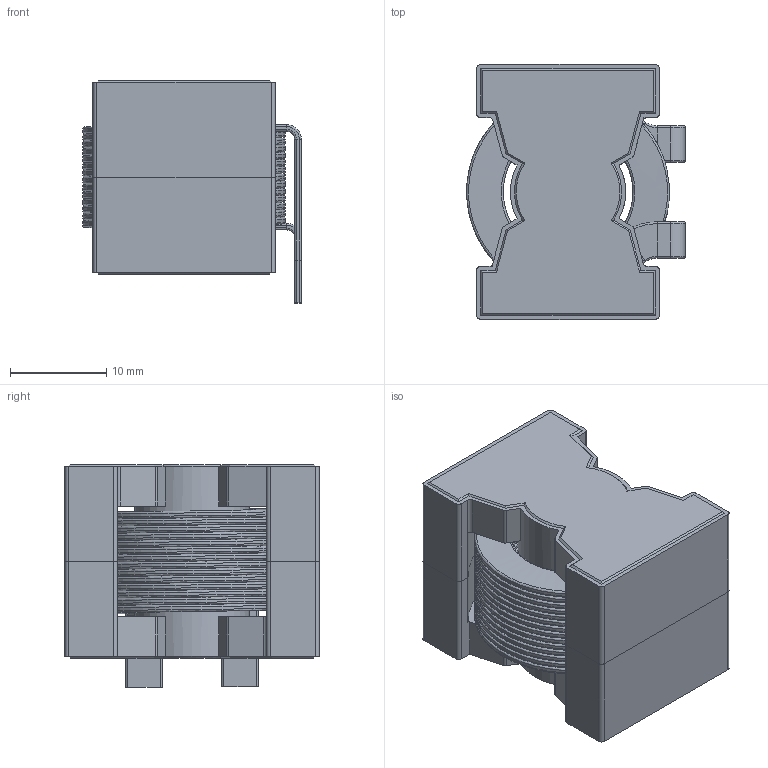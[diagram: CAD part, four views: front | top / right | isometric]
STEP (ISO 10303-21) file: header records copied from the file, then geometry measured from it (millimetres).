
FILE_DESCRIPTION(/* description */ ('STEP AP214','CAx-IF Rec.Pracs.---Representation and Presentation of Product Manufacturing Information (PMI)---4.0---2014-10-13'),/* implementation_level */ '2;1');
FILE_NAME(/* name */ 'PQ2620-22uH.step',/* time_stamp */ '2025-01-03T01:39:22+03:00',/* author */ (''),/* organization */ (''),/* preprocessor_version */ 'ST-DEVELOPER v20',/* originating_system */ 'Autodesk Translation Framework v13.20.0.188',/* authorisation */ '');
FILE_SCHEMA (('AP242_MANAGED_MODEL_BASED_3D_ENGINEERING_MIM_LF { 1 0 10303 442 1 1 4 }'));
Length unit declared in the file: millimetre
Products named in the file (5): User Library-PQ2620-22uH; PQ2620-22uH.STEP; ML91S_PQ-26-20.stp.STEP; ____4.STEP; ML91S_PQ-26-20.stp-0.STEP
Assembly tree (4 placements, depth 3):
  User Library-PQ2620-22uH
    PQ2620-22uH.STEP
      ML91S_PQ-26-20.stp.STEP
      ____4.STEP
      ML91S_PQ-26-20.stp-0.STEP
Bounding box: 22.74 x 26.5 x 23.19 mm (x, y, z)
Volume: 8417.7 mm3; surface area: 10869.6 mm2
Topology: 3 solids, 3 shells, 230 faces, 692 edges, 466 vertices
Faces by surface type: plane 128, cylinder 74, torus 16, bspline 8, cone 4
Full cylindrical faces by diameter (mm): 12 x2
Entity records: 19227 total; most frequent: CARTESIAN_POINT 12926, ORIENTED_EDGE 1384, DIRECTION 1218, EDGE_CURVE 692, VERTEX_POINT 466, AXIS2_PLACEMENT_3D 420, LINE 378, VECTOR 378
